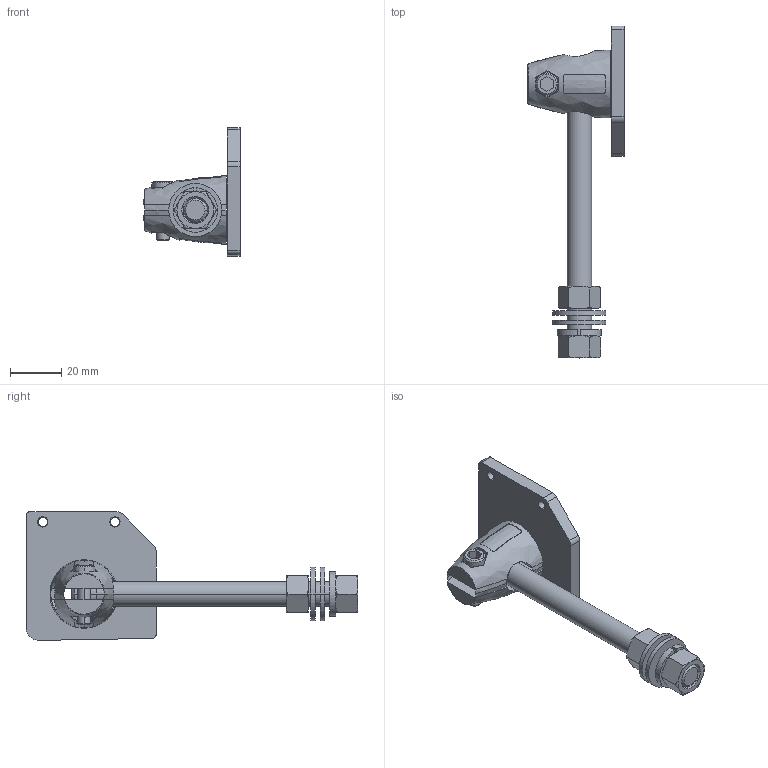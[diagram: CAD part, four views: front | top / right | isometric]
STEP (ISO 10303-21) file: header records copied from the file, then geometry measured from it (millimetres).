
FILE_DESCRIPTION((''),'2;1');
FILE_NAME('210969_ASM','2019-04-19T12:57:43',('pdmadmin'),('BANNER ENGINEERING'),'CREO PARAMETRIC BY PTC INC, 2018300','CREO PARAMETRIC BY PTC INC, 2018300','');
FILE_SCHEMA(('CONFIG_CONTROL_DESIGN'));
Products named in the file (10): 3_8X4_HEX_SHCS; 129461; M5_X_18_HEX_SHCS; 5_HEX_NUT; 210971; 130464; 130459; 3_8_FLAT_WASHER; 807703---SMBQC50FA_ASM; 210969_ASM
Assembly tree (12 placements, depth 3):
  210969_ASM
    807703---SMBQC50FA_ASM
      3_8X4_HEX_SHCS
      129461  x2
      M5_X_18_HEX_SHCS
      5_HEX_NUT
      210971
      130464  x2
      130459
      3_8_FLAT_WASHER  x2
Bounding box: 37.37 x 128.9 x 50.01 mm (x, y, z)
Volume: 31102.7 mm3; surface area: 20886.4 mm2
Topology: 11 solids, 15 shells, 259 faces, 658 edges, 432 vertices
Faces by surface type: plane 110, cylinder 77, torus 26, bspline 22, cone 20, sphere 4
Entity records: 7896 total; most frequent: CARTESIAN_POINT 3630, DIRECTION 855, ORIENTED_EDGE 822, EDGE_CURVE 422, AXIS2_PLACEMENT_3D 335, VERTEX_POINT 276, EDGE_LOOP 192, VECTOR 185
